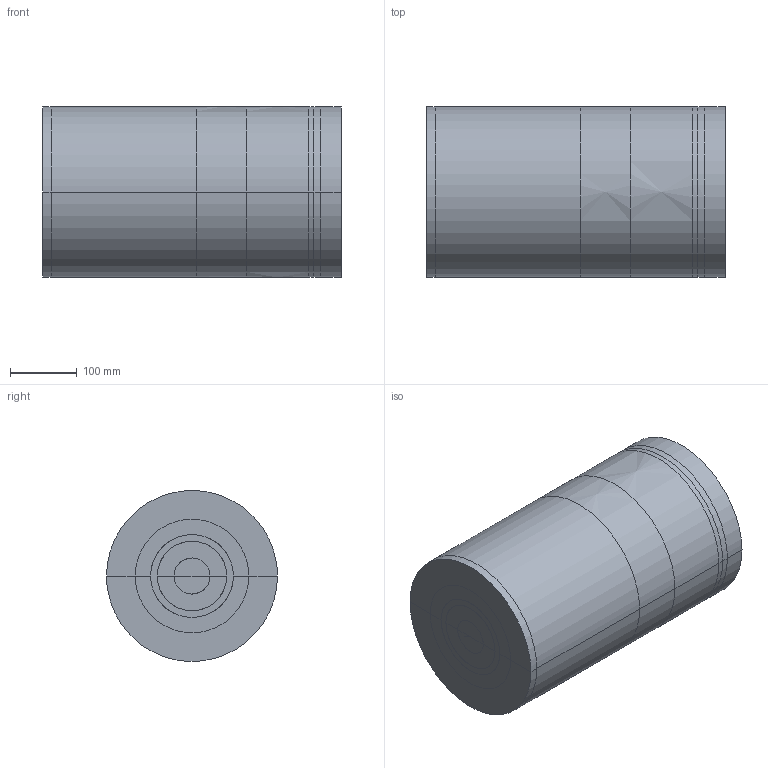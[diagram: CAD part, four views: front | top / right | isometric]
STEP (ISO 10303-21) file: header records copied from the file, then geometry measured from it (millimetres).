
FILE_DESCRIPTION(('STEP AP214'),'1');
FILE_NAME('photogun_opt.stp','2020-10-12T13:31:23',('peter'),(' '),'Spatial InterOp 3D','CST ACIS InterOp Converter 2016',' ');
FILE_SCHEMA(('AUTOMOTIVE_DESIGN { 1 0 10303 214 1 1 1 1 }'));
Length unit declared in the file: metre
Products named in the file (1): component1|inner_insulator
Bounding box: 447 x 256 x 256 mm (x, y, z)
Volume: 1297212 mm3; surface area: 767822.7 mm2
Topology: 3 solids, 9 shells, 114 faces, 236 edges, 124 vertices
Faces by surface type: bspline 92, cylinder 10, cone 6, plane 6
Entity records: 6103 total; most frequent: CARTESIAN_POINT 3567, ORIENTED_EDGE 444, EDGE_CURVE 228, DIRECTION 130, VERTEX_POINT 124, STYLED_ITEM 123, PRESENTATION_STYLE_ASSIGNMENT 123, SURFACE_STYLE_USAGE 123
